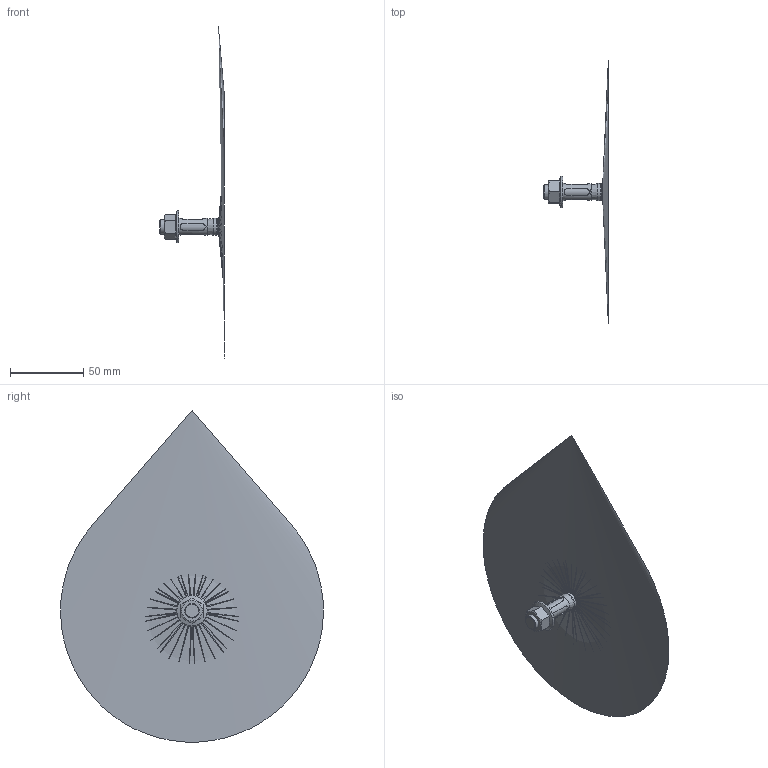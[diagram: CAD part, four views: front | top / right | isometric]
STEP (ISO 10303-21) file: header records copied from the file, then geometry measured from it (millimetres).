
FILE_DESCRIPTION (( 'STEP AP203' ), '1' );
FILE_NAME ('CLP1M-A-B-10-40 Áîëò àíêåðíûé ñ ãàéêîé Ì10õ40.STEP', '2016-02-11T10:57:18', ( '' ), ( '' ), 'SwSTEP 2.0', 'SolidWorks 2014', '' );
FILE_SCHEMA (( 'CONFIG_CONTROL_DESIGN' ));
Length unit declared in the file: millimetre
Products named in the file (1): CLP1M-A-B-10-40 Áîëò àíêåðíûé ñ ãàéêîé Ì10õ40
Bounding box: 44.07 x 178.94 x 226.12 mm (x, y, z)
Volume: 401922.8 mm3; surface area: 62481.3 mm2
Topology: 3 solids, 3 shells, 65 faces, 172 edges, 112 vertices
Faces by surface type: plane 30, cylinder 25, cone 6, torus 4
Full cylindrical faces by diameter (mm): 8.874 x1, 10 x1, 10.2 x1, 11.6 x2
Entity records: 2401 total; most frequent: CARTESIAN_POINT 872, ORIENTED_EDGE 308, DIRECTION 258, EDGE_CURVE 154, VERTEX_POINT 108, AXIS2_PLACEMENT_3D 90, EDGE_LOOP 82, LINE 78
